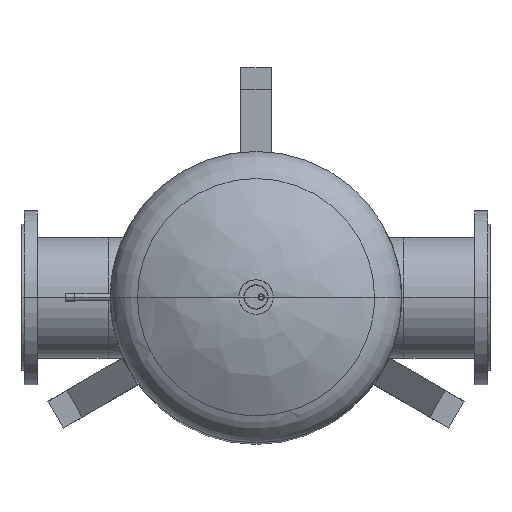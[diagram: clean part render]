
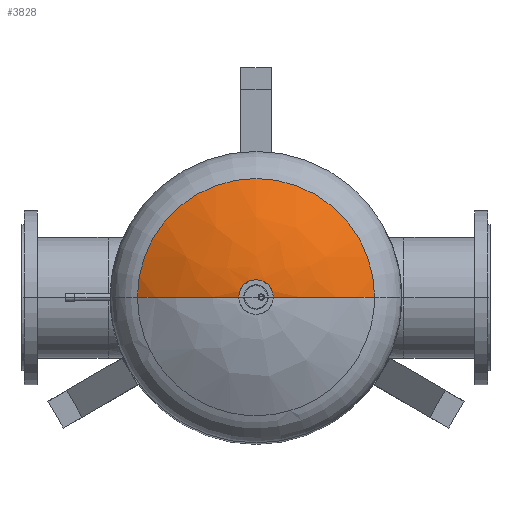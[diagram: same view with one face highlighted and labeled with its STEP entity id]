
A CAD part, top view. The second image highlights one B-rep face of the part: STEP entity #3828.
In plain terms, the highlighted face is a revolution surface.
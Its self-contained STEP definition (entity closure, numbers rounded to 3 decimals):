
#3461=CARTESIAN_POINT('Vertex',(-268.563,0.,2413.142)) ;
#3468=CARTESIAN_POINT('Vertex',(268.563,0.,2413.142)) ;
#3586=CARTESIAN_POINT('Axis2P3D Location',(0.,0.,2413.142)) ;
#3732=CARTESIAN_POINT('Control Point',(0.,0.,2485.)) ;
#3733=CARTESIAN_POINT('Control Point',(49.022,0.,2485.)) ;
#3734=CARTESIAN_POINT('Control Point',(149.987,0.,2472.354)) ;
#3735=CARTESIAN_POINT('Control Point',(234.724,0.,2435.005)) ;
#3736=CARTESIAN_POINT('Control Point',(268.563,0.,2413.142)) ;
#3737=CARTESIAN_POINT('Vertex',(0.,0.,2485.)) ;
#3741=CARTESIAN_POINT('Control Point',(0.,0.,2485.)) ;
#3742=CARTESIAN_POINT('Control Point',(-49.022,0.,2485.)) ;
#3743=CARTESIAN_POINT('Control Point',(-149.987,0.,2472.354)) ;
#3744=CARTESIAN_POINT('Control Point',(-234.724,0.,2435.005)) ;
#3745=CARTESIAN_POINT('Control Point',(-268.563,0.,2413.142)) ;
#3814=CARTESIAN_POINT('Control Point',(0.,0.,2485.)) ;
#3815=CARTESIAN_POINT('Control Point',(-49.022,0.,2485.)) ;
#3816=CARTESIAN_POINT('Control Point',(-149.987,0.,2472.354)) ;
#3817=CARTESIAN_POINT('Control Point',(-234.724,0.,2435.005)) ;
#3818=CARTESIAN_POINT('Control Point',(-268.563,0.,2413.142)) ;
#3819=CARTESIAN_POINT('Axis1P Location',(0.,0.,2449.071)) ;
#3587=DIRECTION('Axis2P3D Direction',(0.,0.,-1.)) ;
#3820=DIRECTION('Axis1P Direction',(0.,0.,-1.)) ;
#3588=AXIS2_PLACEMENT_3D('Circle Axis2P3D',#3586,#3587,$) ;
#3589=CIRCLE('generated circle',#3588,268.563) ;
#3822=SURFACE_OF_REVOLUTION('Surface of Revolution',#3813,#3821) ;
#3821=AXIS1_PLACEMENT('Revolution Surface Axis1P',#3819,#3820) ;
#3590=EDGE_CURVE('',#3469,#3462,#3589,.F.) ;
#3739=EDGE_CURVE('',#3469,#3738,#3731,.F.) ;
#3746=EDGE_CURVE('',#3738,#3462,#3740,.T.) ;
#3824=ORIENTED_EDGE('',*,*,#3746,.F.) ;
#3825=ORIENTED_EDGE('',*,*,#3739,.F.) ;
#3826=ORIENTED_EDGE('',*,*,#3590,.T.) ;
#3823=EDGE_LOOP('',(#3824,#3825,#3826)) ;
#3462=VERTEX_POINT('',#3461) ;
#3469=VERTEX_POINT('',#3468) ;
#3738=VERTEX_POINT('',#3737) ;
#3828=ADVANCED_FACE('20\\MANIFOLD_SOLID_BREP #4353',(#3827),#3822,.T.) ;
#3731=B_SPLINE_CURVE_WITH_KNOTS('',3,(#3732,#3733,#3734,#3735,#3736),.UNSPECIFIED.,.F.,.U.,(4,1,4),(0.,142.744,282.243),.UNSPECIFIED.) ;
#3740=B_SPLINE_CURVE_WITH_KNOTS('',3,(#3741,#3742,#3743,#3744,#3745),.UNSPECIFIED.,.F.,.U.,(4,1,4),(0.,142.744,282.243),.UNSPECIFIED.) ;
#3813=B_SPLINE_CURVE_WITH_KNOTS('',3,(#3814,#3815,#3816,#3817,#3818),.UNSPECIFIED.,.F.,.U.,(4,1,4),(0.,142.744,282.243),.UNSPECIFIED.) ;
#3827=FACE_OUTER_BOUND('',#3823,.T.) ;
